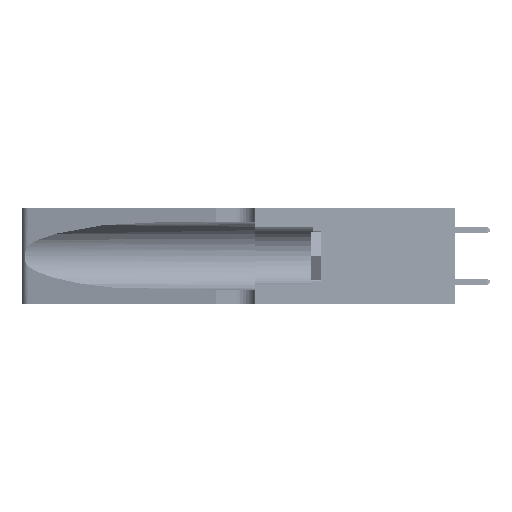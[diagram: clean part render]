
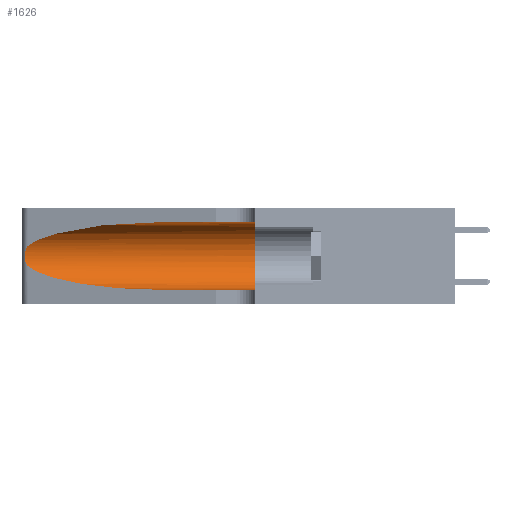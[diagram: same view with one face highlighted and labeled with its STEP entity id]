
A CAD part, left-side view. The second image highlights one B-rep face of the part: STEP entity #1626.
In plain terms, the highlighted cylindrical face has radius 3.308 mm (diameter 6.617 mm), a partial arc.
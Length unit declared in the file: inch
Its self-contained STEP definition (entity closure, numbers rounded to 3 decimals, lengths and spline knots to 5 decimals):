
#189 = EDGE_LOOP ( 'NONE', ( #6676, #24673, #31234, #37992, #19314, #45337 ) ) ;
#549 = VERTEX_POINT ( 'NONE', #29154 ) ;
#990 =( BOUNDED_CURVE ( )  B_SPLINE_CURVE ( 3, ( #35870, #12577, #39730, #16529 ),
 .UNSPECIFIED., .F., .F. ) 
 B_SPLINE_CURVE_WITH_KNOTS ( ( 4, 4 ),
 ( 3.44316, 4.71239 ),
 .UNSPECIFIED. ) 
 CURVE ( )  GEOMETRIC_REPRESENTATION_ITEM ( )  RATIONAL_B_SPLINE_CURVE ( ( 1., 0.87, 0.87, 1. ) ) 
 REPRESENTATION_ITEM ( '' )  );
#1423 = CARTESIAN_POINT ( 'NONE',  ( 0.25555, 1.22993, 0.14849 ) ) ;
#1626 = ADVANCED_FACE ( 'NONE', ( #47810 ), #36375, .F. ) ;
#3272 = CARTESIAN_POINT ( 'NONE',  ( 0.1305, 0.72297, 0.31525 ) ) ;
#3436 = CARTESIAN_POINT ( 'NONE',  ( 0.2373, 1.15595, 0.28018 ) ) ;
#4482 = VERTEX_POINT ( 'NONE', #36048 ) ;
#5407 = VERTEX_POINT ( 'NONE', #37649 ) ;
#5817 = CARTESIAN_POINT ( 'NONE',  ( 0.1305, 0.72297, 0.05475 ) ) ;
#6676 = ORIENTED_EDGE ( 'NONE', *, *, #25508, .T. ) ;
#9106 = CARTESIAN_POINT ( 'NONE',  ( 0.25787, 1.23484, 0.2124 ) ) ;
#9749 = EDGE_CURVE ( 'NONE', #549, #16185, #36536, .T. ) ;
#9978 = EDGE_CURVE ( 'NONE', #41285, #4482, #26783, .T. ) ;
#12577 = CARTESIAN_POINT ( 'NONE',  ( 0.2373, 1.15595, 0.08982 ) ) ;
#12780 = EDGE_CURVE ( 'NONE', #35059, #5407, #46087, .T. ) ;
#13016 = CARTESIAN_POINT ( 'NONE',  ( 0.26018, 1.23835, 0.19895 ) ) ;
#13122 = CARTESIAN_POINT ( 'NONE',  ( 0.1305, 1.61858, 0.185 ) ) ;
#16185 = VERTEX_POINT ( 'NONE', #18294 ) ;
#16529 = CARTESIAN_POINT ( 'NONE',  ( 0.1305, 0.72297, 0.05475 ) ) ;
#16635 = CARTESIAN_POINT ( 'NONE',  ( 0.25555, 1.22994, 0.2215 ) ) ;
#16808 = CARTESIAN_POINT ( 'NONE',  ( 0.25487, 1.22718, 0.22369 ) ) ;
#16971 = CARTESIAN_POINT ( 'NONE',  ( 0.26075, 1.23896, 0.178 ) ) ;
#17089 = DIRECTION ( 'NONE',  ( 0., 0., -1. ) ) ;
#17272 = DIRECTION ( 'NONE',  ( 0., -1., 0. ) ) ;
#18294 = CARTESIAN_POINT ( 'NONE',  ( 0.1305, 0.35, 0.31525 ) ) ;
#18979 = DIRECTION ( 'NONE',  ( 0., 1., 0. ) ) ;
#19314 = ORIENTED_EDGE ( 'NONE', *, *, #30314, .F. ) ;
#20888 = CARTESIAN_POINT ( 'NONE',  ( 0.25856, 1.23593, 0.16098 ) ) ;
#22722 = CIRCLE ( 'NONE', #29584, 0.13025 ) ;
#22877 = CARTESIAN_POINT ( 'NONE',  ( 0.18966, 0.96281, 0.31525 ) ) ;
#24673 = ORIENTED_EDGE ( 'NONE', *, *, #12780, .T. ) ;
#24774 = CARTESIAN_POINT ( 'NONE',  ( 0.25639, 1.23186, 0.15144 ) ) ;
#25508 = EDGE_CURVE ( 'NONE', #549, #35059, #28133, .T. ) ;
#26212 = VECTOR ( 'NONE', #33640, 39.37008 ) ;
#26783 = LINE ( 'NONE', #27338, #46106 ) ;
#27338 = CARTESIAN_POINT ( 'NONE',  ( 0.1305, 1.61858, 0.05475 ) ) ;
#28133 =( BOUNDED_CURVE ( )  B_SPLINE_CURVE ( 3, ( #3272, #22877, #3436, #30609 ),
 .UNSPECIFIED., .F., .T. ) 
 B_SPLINE_CURVE_WITH_KNOTS ( ( 4, 4 ),
 ( 1.5708, 2.84003 ),
 .UNSPECIFIED. ) 
 CURVE ( )  GEOMETRIC_REPRESENTATION_ITEM ( )  RATIONAL_B_SPLINE_CURVE ( ( 1., 0.87, 0.87, 1. ) ) 
 REPRESENTATION_ITEM ( '' )  );
#28639 = CARTESIAN_POINT ( 'NONE',  ( 0.25487, 1.22718, 0.14631 ) ) ;
#29154 = CARTESIAN_POINT ( 'NONE',  ( 0.1305, 0.72297, 0.31525 ) ) ;
#29584 = AXIS2_PLACEMENT_3D ( 'NONE', #42135, #18979, #45979 ) ;
#30314 = EDGE_CURVE ( 'NONE', #16185, #4482, #22722, .T. ) ;
#30609 = CARTESIAN_POINT ( 'NONE',  ( 0.25487, 1.22718, 0.22369 ) ) ;
#31189 = DIRECTION ( 'NONE',  ( 0., -1., 0. ) ) ;
#31234 = ORIENTED_EDGE ( 'NONE', *, *, #33258, .T. ) ;
#32378 = CARTESIAN_POINT ( 'NONE',  ( 0.25639, 1.23184, 0.21858 ) ) ;
#32975 = AXIS2_PLACEMENT_3D ( 'NONE', #13122, #17272, #17089 ) ;
#33258 = EDGE_CURVE ( 'NONE', #5407, #41285, #990, .T. ) ;
#33640 = DIRECTION ( 'NONE',  ( 0., -1., 0. ) ) ;
#34319 = CARTESIAN_POINT ( 'NONE',  ( 0.25487, 1.22718, 0.22369 ) ) ;
#35059 = VERTEX_POINT ( 'NONE', #34319 ) ;
#35870 = CARTESIAN_POINT ( 'NONE',  ( 0.25487, 1.22718, 0.14631 ) ) ;
#36048 = CARTESIAN_POINT ( 'NONE',  ( 0.1305, 0.35, 0.05475 ) ) ;
#36312 = CARTESIAN_POINT ( 'NONE',  ( 0.25854, 1.2359, 0.20912 ) ) ;
#36375 = CYLINDRICAL_SURFACE ( 'NONE', #32975, 0.13025 ) ;
#36536 = LINE ( 'NONE', #45249, #26212 ) ;
#37649 = CARTESIAN_POINT ( 'NONE',  ( 0.25487, 1.22718, 0.14631 ) ) ;
#37992 = ORIENTED_EDGE ( 'NONE', *, *, #9978, .T. ) ;
#39730 = CARTESIAN_POINT ( 'NONE',  ( 0.18966, 0.96281, 0.05475 ) ) ;
#40178 = CARTESIAN_POINT ( 'NONE',  ( 0.26075, 1.23896, 0.19203 ) ) ;
#41285 = VERTEX_POINT ( 'NONE', #5817 ) ;
#42135 = CARTESIAN_POINT ( 'NONE',  ( 0.1305, 0.35, 0.185 ) ) ;
#44043 = CARTESIAN_POINT ( 'NONE',  ( 0.26017, 1.23833, 0.17102 ) ) ;
#45249 = CARTESIAN_POINT ( 'NONE',  ( 0.1305, 1.61858, 0.31525 ) ) ;
#45337 = ORIENTED_EDGE ( 'NONE', *, *, #9749, .F. ) ;
#45979 = DIRECTION ( 'NONE',  ( 0., 0., 1. ) ) ;
#46087 = B_SPLINE_CURVE_WITH_KNOTS ( 'NONE', 3,
 ( #16808, #16635, #32378, #9106, #36312, #13016, #40178, #16971, #44043, #20888, #47911, #24774, #1423, #28639 ),
 .UNSPECIFIED., .F., .F.,
 ( 4, 2, 2, 2, 2, 2, 4 ),
 ( 0., 0.00027, 0.00053, 0.00107, 0.0016, 0.00187, 0.00214 ),
 .UNSPECIFIED. ) ;
#46106 = VECTOR ( 'NONE', #31189, 39.37008 ) ;
#47810 = FACE_OUTER_BOUND ( 'NONE', #189, .T. ) ;
#47911 = CARTESIAN_POINT ( 'NONE',  ( 0.25789, 1.23486, 0.15765 ) ) ;
